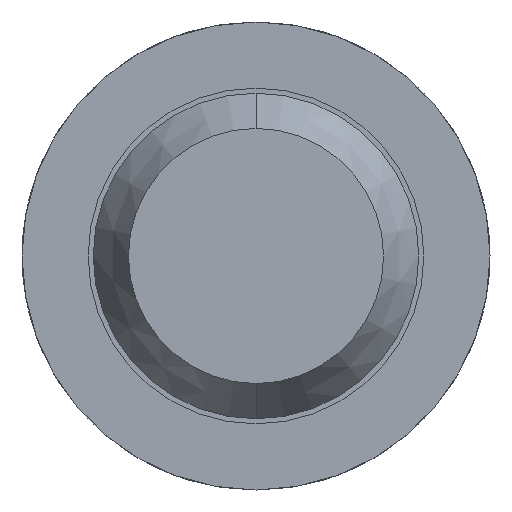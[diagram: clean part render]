
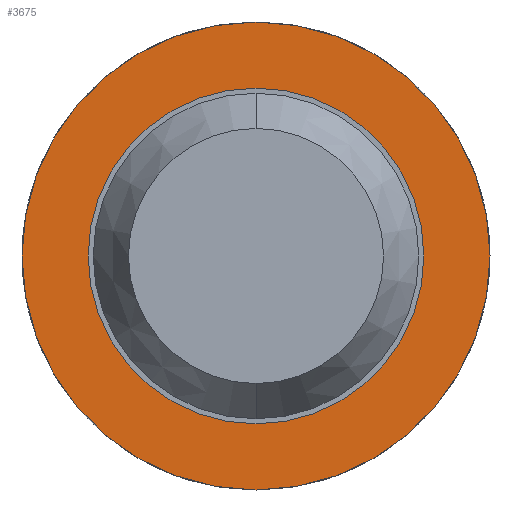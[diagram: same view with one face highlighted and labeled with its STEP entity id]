
A CAD part, front view. The second image highlights one B-rep face of the part: STEP entity #3675.
In plain terms, the highlighted planar face has unit normal (0, -1, 0).
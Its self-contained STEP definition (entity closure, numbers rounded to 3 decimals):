
#131 = AXIS2_PLACEMENT_3D ( 'NONE', #2257, #2275, #3215 ) ;
#146 = DIRECTION ( 'NONE',  ( 0., 1., 0. ) ) ;
#150 = CARTESIAN_POINT ( 'NONE',  ( 0.825, -1.7, 0. ) ) ;
#212 = EDGE_CURVE ( 'NONE', #350, #1816, #2796, .T. ) ;
#340 = AXIS2_PLACEMENT_3D ( 'NONE', #1537, #1813, #1785 ) ;
#350 = VERTEX_POINT ( 'NONE', #1883 ) ;
#404 = EDGE_CURVE ( 'NONE', #3863, #864, #2945, .T. ) ;
#413 = CARTESIAN_POINT ( 'NONE',  ( 0., -1.7, 0. ) ) ;
#463 = DIRECTION ( 'NONE',  ( 0., 1., 0. ) ) ;
#471 = CIRCLE ( 'NONE', #1780, 0.825 ) ;
#479 = DIRECTION ( 'NONE',  ( 0., 0., 1. ) ) ;
#535 = CARTESIAN_POINT ( 'NONE',  ( 0., -1.7, 0.825 ) ) ;
#577 = CARTESIAN_POINT ( 'NONE',  ( 0., -1.7, 0. ) ) ;
#740 = EDGE_CURVE ( 'NONE', #1816, #350, #3794, .T. ) ;
#780 = ORIENTED_EDGE ( 'NONE', *, *, #404, .T. ) ;
#864 = VERTEX_POINT ( 'NONE', #1435 ) ;
#985 = FACE_OUTER_BOUND ( 'NONE', #2812, .T. ) ;
#1189 = DIRECTION ( 'NONE',  ( 0., 0., 1. ) ) ;
#1249 = FACE_BOUND ( 'NONE', #1312, .T. ) ;
#1312 = EDGE_LOOP ( 'NONE', ( #780, #2376 ) ) ;
#1435 = CARTESIAN_POINT ( 'NONE',  ( 0., -1.7, -0.825 ) ) ;
#1537 = CARTESIAN_POINT ( 'NONE',  ( 0., -1.7, 0. ) ) ;
#1780 = AXIS2_PLACEMENT_3D ( 'NONE', #413, #146, #1189 ) ;
#1785 = DIRECTION ( 'NONE',  ( 0., 0., 1. ) ) ;
#1813 = DIRECTION ( 'NONE',  ( 0., 1., 0. ) ) ;
#1816 = VERTEX_POINT ( 'NONE', #2043 ) ;
#1883 = CARTESIAN_POINT ( 'NONE',  ( 0., -1.7, -1.15 ) ) ;
#2043 = CARTESIAN_POINT ( 'NONE',  ( 0., -1.7, 1.15 ) ) ;
#2257 = CARTESIAN_POINT ( 'NONE',  ( 0., -1.7, 0. ) ) ;
#2275 = DIRECTION ( 'NONE',  ( 0., 1., 0. ) ) ;
#2359 = ORIENTED_EDGE ( 'NONE', *, *, #212, .F. ) ;
#2376 = ORIENTED_EDGE ( 'NONE', *, *, #3524, .T. ) ;
#2695 = PLANE ( 'NONE',  #3944 ) ;
#2796 = CIRCLE ( 'NONE', #340, 1.15 ) ;
#2812 = EDGE_LOOP ( 'NONE', ( #3078, #2359 ) ) ;
#2860 = DIRECTION ( 'NONE',  ( 0., 0., 1. ) ) ;
#2945 = CIRCLE ( 'NONE', #131, 0.825 ) ;
#3078 = ORIENTED_EDGE ( 'NONE', *, *, #740, .F. ) ;
#3213 = AXIS2_PLACEMENT_3D ( 'NONE', #577, #3855, #2860 ) ;
#3215 = DIRECTION ( 'NONE',  ( 0., 0., 1. ) ) ;
#3524 = EDGE_CURVE ( 'NONE', #864, #3863, #471, .T. ) ;
#3675 = ADVANCED_FACE ( 'NONE', ( #985, #1249 ), #2695, .F. ) ;
#3794 = CIRCLE ( 'NONE', #3213, 1.15 ) ;
#3855 = DIRECTION ( 'NONE',  ( 0., 1., 0. ) ) ;
#3863 = VERTEX_POINT ( 'NONE', #535 ) ;
#3944 = AXIS2_PLACEMENT_3D ( 'NONE', #150, #463, #479 ) ;
